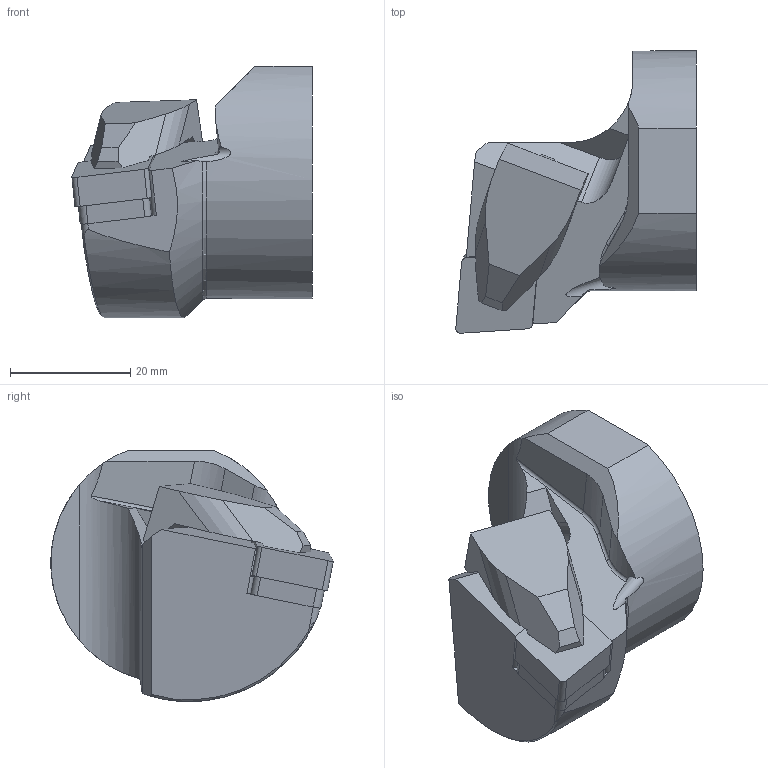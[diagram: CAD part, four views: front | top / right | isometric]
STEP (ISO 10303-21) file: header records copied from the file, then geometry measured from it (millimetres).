
FILE_DESCRIPTION(/* description */ (''),/* implementation_level */ '2;1');
FILE_NAME(/* name */ 'ATTC-A40-TCLNR-12.stp',/* time_stamp */ '2023-11-30T16:11:16+03:00',/* author */ (''),/* organization */ (''),/* preprocessor_version */ 'ST-DEVELOPER v19.4',/* originating_system */ 'SIEMENS PLM Software NX2306.3001',/* authorisation */ '');
FILE_SCHEMA (('AUTOMOTIVE_DESIGN { 1 0 10303 214 3 1 1 1 }'));
Length unit declared in the file: millimetre
Products named in the file (1): model1_objects
Bounding box: 40.02 x 47.03 x 41.85 mm (x, y, z)
Volume: 32445.8 mm3; surface area: 8292.1 mm2
Topology: 2 solids, 2 shells, 88 faces, 238 edges, 156 vertices
Faces by surface type: plane 55, cylinder 26, cone 3, torus 3, bspline 1
Full cylindrical faces by diameter (mm): 2.5 x1, 4.4 x1, 6.4 x1
Entity records: 3391 total; most frequent: CARTESIAN_POINT 675, ORIENTED_EDGE 462, DIRECTION 451, EDGE_CURVE 231, VERTEX_POINT 154, AXIS2_PLACEMENT_3D 153, LINE 145, VECTOR 145
